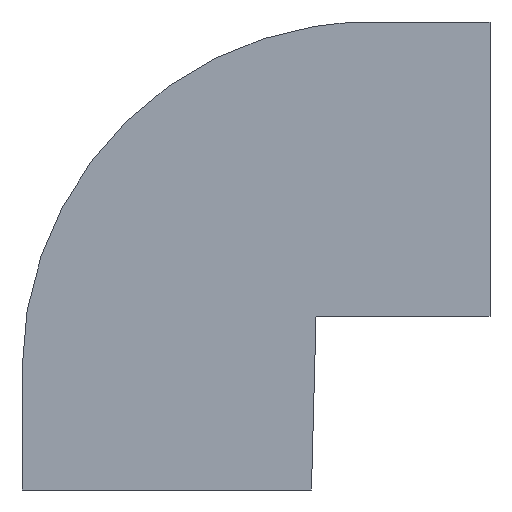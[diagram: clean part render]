
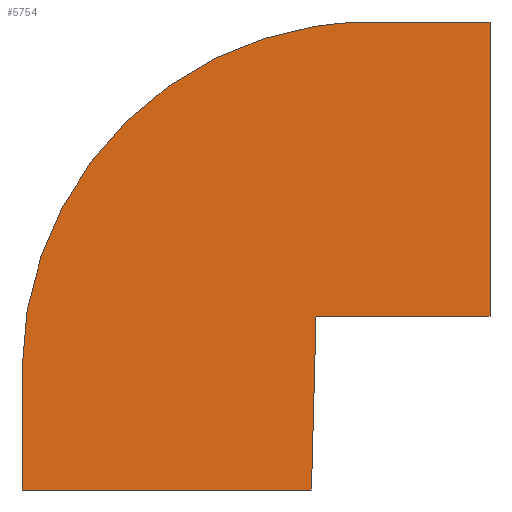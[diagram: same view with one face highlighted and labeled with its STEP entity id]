
A CAD part, left-side view. The second image highlights one B-rep face of the part: STEP entity #5754.
In plain terms, the highlighted planar face has unit normal (-1, 0, 0.018).
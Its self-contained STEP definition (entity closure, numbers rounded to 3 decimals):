
#173 = CARTESIAN_POINT ( 'NONE',  ( -9.47, 10., -26.9 ) ) ;
#221 = EDGE_CURVE ( 'NONE', #4127, #5874, #8601, .T. ) ;
#291 = CARTESIAN_POINT ( 'NONE',  ( -9.349, 26.9, -20. ) ) ;
#512 = CARTESIAN_POINT ( 'NONE',  ( -9., 0., 0. ) ) ;
#731 = LINE ( 'NONE', #7470, #2550 ) ;
#978 = DIRECTION ( 'NONE',  ( 0., 1., 0. ) ) ;
#983 = DIRECTION ( 'NONE',  ( 0.017, 0., 1. ) ) ;
#1316 = DIRECTION ( 'NONE',  ( 0.017, 0., 1. ) ) ;
#1318 = DIRECTION ( 'NONE',  ( 0., -1., 0. ) ) ;
#1400 = DIRECTION ( 'NONE',  ( -0.017, 0.026, -1. ) ) ;
#1624 = ORIENTED_EDGE ( 'NONE', *, *, #9631, .F. ) ;
#1715 = LINE ( 'NONE', #173, #5556 ) ;
#2004 = EDGE_CURVE ( 'NONE', #9057, #4127, #2785, .T. ) ;
#2302 = EDGE_CURVE ( 'NONE', #3516, #9057, #5388, .T. ) ;
#2544 = CARTESIAN_POINT ( 'NONE',  ( -9.145, 26.9, -8.284 ) ) ;
#2550 = VECTOR ( 'NONE', #1316, 1000. ) ;
#2577 = CARTESIAN_POINT ( 'NONE',  ( -9., 18.616, 0. ) ) ;
#2785 = LINE ( 'NONE', #8878, #5290 ) ;
#3327 = DIRECTION ( 'NONE',  ( -0.017, 0., -1. ) ) ;
#3384 = VECTOR ( 'NONE', #3327, 1000. ) ;
#3452 = CARTESIAN_POINT ( 'NONE',  ( -9., 0., 0. ) ) ;
#3481 = VERTEX_POINT ( 'NONE', #4101 ) ;
#3492 = DIRECTION ( 'NONE',  ( 0., 1., 0. ) ) ;
#3516 = VERTEX_POINT ( 'NONE', #3452 ) ;
#3808 = AXIS2_PLACEMENT_3D ( 'NONE', #6350, #5583, #983 ) ;
#3909 = ORIENTED_EDGE ( 'NONE', *, *, #6193, .F. ) ;
#4101 = CARTESIAN_POINT ( 'NONE',  ( -9., 6.9, 0. ) ) ;
#4127 = VERTEX_POINT ( 'NONE', #9978 ) ;
#4402 = ORIENTED_EDGE ( 'NONE', *, *, #2302, .F. ) ;
#4498 = VECTOR ( 'NONE', #1400, 1000. ) ;
#4552 = CARTESIAN_POINT ( 'NONE',  ( -9.47, 26.9, -26.9 ) ) ;
#4811 = PLANE ( 'NONE',  #3808 ) ;
#5290 = VECTOR ( 'NONE', #3492, 1000. ) ;
#5328 = LINE ( 'NONE', #512, #7152 ) ;
#5388 = LINE ( 'NONE', #7158, #3384 ) ;
#5556 = VECTOR ( 'NONE', #978, 1000. ) ;
#5583 = DIRECTION ( 'NONE',  ( -1., 0., 0.017 ) ) ;
#5586 = CARTESIAN_POINT ( 'NONE',  ( -9.47, 10.262, -26.9 ) ) ;
#5717 = ORIENTED_EDGE ( 'NONE', *, *, #9491, .F. ) ;
#5754 = ADVANCED_FACE ( 'NONE', ( #9086 ), #4811, .T. ) ;
#5874 = VERTEX_POINT ( 'NONE', #5586 ) ;
#5972 = ORIENTED_EDGE ( 'NONE', *, *, #7621, .F. ) ;
#6193 = EDGE_CURVE ( 'NONE', #6452, #7342, #731, .T. ) ;
#6206 = ORIENTED_EDGE ( 'NONE', *, *, #221, .F. ) ;
#6350 = CARTESIAN_POINT ( 'NONE',  ( -9., 0., 0. ) ) ;
#6452 = VERTEX_POINT ( 'NONE', #4552 ) ;
#6786 = CARTESIAN_POINT ( 'NONE',  ( -9.289, 9.992, -16.581 ) ) ;
#6805 =( BOUNDED_CURVE ( )  B_SPLINE_CURVE ( 3, ( #8534, #2544, #2577, #7971 ),
 .UNSPECIFIED., .F., .F. ) 
 B_SPLINE_CURVE_WITH_KNOTS ( ( 4, 4 ),
 ( 1.571, 3.142 ),
 .UNSPECIFIED. ) 
 CURVE ( )  GEOMETRIC_REPRESENTATION_ITEM ( )  RATIONAL_B_SPLINE_CURVE ( ( 1., 0.805, 0.805, 1. ) ) 
 REPRESENTATION_ITEM ( '' )  );
#7058 = CARTESIAN_POINT ( 'NONE',  ( -9.295, 0., -16.9 ) ) ;
#7152 = VECTOR ( 'NONE', #1318, 1000. ) ;
#7158 = CARTESIAN_POINT ( 'NONE',  ( -8.995, 0., 0.314 ) ) ;
#7342 = VERTEX_POINT ( 'NONE', #291 ) ;
#7470 = CARTESIAN_POINT ( 'NONE',  ( -9.344, 26.9, -19.68 ) ) ;
#7621 = EDGE_CURVE ( 'NONE', #5874, #6452, #1715, .T. ) ;
#7971 = CARTESIAN_POINT ( 'NONE',  ( -9., 6.9, 0. ) ) ;
#8281 = ORIENTED_EDGE ( 'NONE', *, *, #2004, .F. ) ;
#8534 = CARTESIAN_POINT ( 'NONE',  ( -9.349, 26.9, -20. ) ) ;
#8569 = EDGE_LOOP ( 'NONE', ( #1624, #5717, #3909, #5972, #6206, #8281, #4402 ) ) ;
#8601 = LINE ( 'NONE', #6786, #4498 ) ;
#8878 = CARTESIAN_POINT ( 'NONE',  ( -9.295, 10., -16.9 ) ) ;
#9057 = VERTEX_POINT ( 'NONE', #7058 ) ;
#9086 = FACE_OUTER_BOUND ( 'NONE', #8569, .T. ) ;
#9491 = EDGE_CURVE ( 'NONE', #7342, #3481, #6805, .T. ) ;
#9631 = EDGE_CURVE ( 'NONE', #3481, #3516, #5328, .T. ) ;
#9978 = CARTESIAN_POINT ( 'NONE',  ( -9.295, 10., -16.9 ) ) ;
